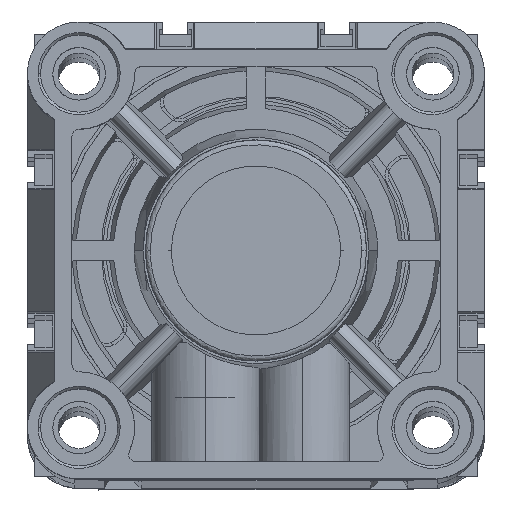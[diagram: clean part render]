
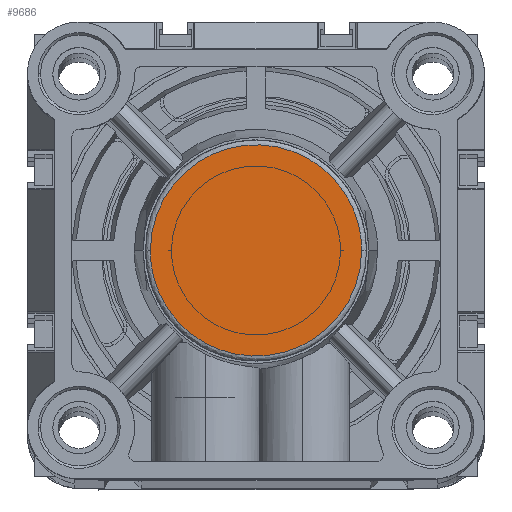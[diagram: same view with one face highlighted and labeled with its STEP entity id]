
A CAD part, top view. The second image highlights one B-rep face of the part: STEP entity #9686.
In plain terms, the highlighted planar face has unit normal (0, 0, 1).
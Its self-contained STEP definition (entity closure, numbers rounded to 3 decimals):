
#706 = ORIENTED_EDGE ( 'NONE', *, *, #10118, .F. ) ;
#2363 = DIRECTION ( 'NONE',  ( 0., 0., 1. ) ) ;
#3942 = CARTESIAN_POINT ( 'NONE',  ( 19.5, 41., 40. ) ) ;
#6158 = AXIS2_PLACEMENT_3D ( 'NONE', #31032, #2363, #28156 ) ;
#7950 = CARTESIAN_POINT ( 'NONE',  ( 19.5, 41., 40. ) ) ;
#9579 = CARTESIAN_POINT ( 'NONE',  ( 62.5, -2., 40. ) ) ;
#9686 = ADVANCED_FACE ( 'NONE', ( #38505 ), #12023, .T. ) ;
#10118 = EDGE_CURVE ( 'NONE', #17349, #18738, #24697, .T. ) ;
#12023 = PLANE ( 'NONE',  #6158 ) ;
#15349 = CARTESIAN_POINT ( 'NONE',  ( 62.5, 41., 40. ) ) ;
#16993 = CARTESIAN_POINT ( 'NONE',  ( 19.5, 41., 40. ) ) ;
#17349 = VERTEX_POINT ( 'NONE', #31237 ) ;
#18738 = VERTEX_POINT ( 'NONE', #3942 ) ;
#24697 =( BOUNDED_CURVE ( )  B_SPLINE_CURVE ( 3, ( #35434, #9579, #39128, #16993 ),
 .UNSPECIFIED., .F., .T. ) 
 B_SPLINE_CURVE_WITH_KNOTS ( ( 4, 4 ),
 ( 0., 1. ),
 .UNSPECIFIED. ) 
 CURVE ( )  GEOMETRIC_REPRESENTATION_ITEM ( )  RATIONAL_B_SPLINE_CURVE ( ( 0.957, 0.319, 0.319, 0.957 ) ) 
 REPRESENTATION_ITEM ( '' )  );
#26215 =( BOUNDED_CURVE ( )  B_SPLINE_CURVE ( 3, ( #7950, #30049, #37505, #15349 ),
 .UNSPECIFIED., .F., .F. ) 
 B_SPLINE_CURVE_WITH_KNOTS ( ( 4, 4 ),
 ( 0., 1. ),
 .UNSPECIFIED. ) 
 CURVE ( )  GEOMETRIC_REPRESENTATION_ITEM ( )  RATIONAL_B_SPLINE_CURVE ( ( 0.957, 0.319, 0.319, 0.957 ) ) 
 REPRESENTATION_ITEM ( '' )  );
#27772 = EDGE_LOOP ( 'NONE', ( #37314, #706 ) ) ;
#28156 = DIRECTION ( 'NONE',  ( 1., 0., 0. ) ) ;
#30049 = CARTESIAN_POINT ( 'NONE',  ( 19.5, 84., 40. ) ) ;
#31032 = CARTESIAN_POINT ( 'NONE',  ( 19.242, 19.242, 40. ) ) ;
#31237 = CARTESIAN_POINT ( 'NONE',  ( 62.5, 41., 40. ) ) ;
#35434 = CARTESIAN_POINT ( 'NONE',  ( 62.5, 41., 40. ) ) ;
#37314 = ORIENTED_EDGE ( 'NONE', *, *, #44026, .F. ) ;
#37505 = CARTESIAN_POINT ( 'NONE',  ( 62.5, 84., 40. ) ) ;
#38505 = FACE_OUTER_BOUND ( 'NONE', #27772, .T. ) ;
#39128 = CARTESIAN_POINT ( 'NONE',  ( 19.5, -2., 40. ) ) ;
#44026 = EDGE_CURVE ( 'NONE', #18738, #17349, #26215, .T. ) ;
